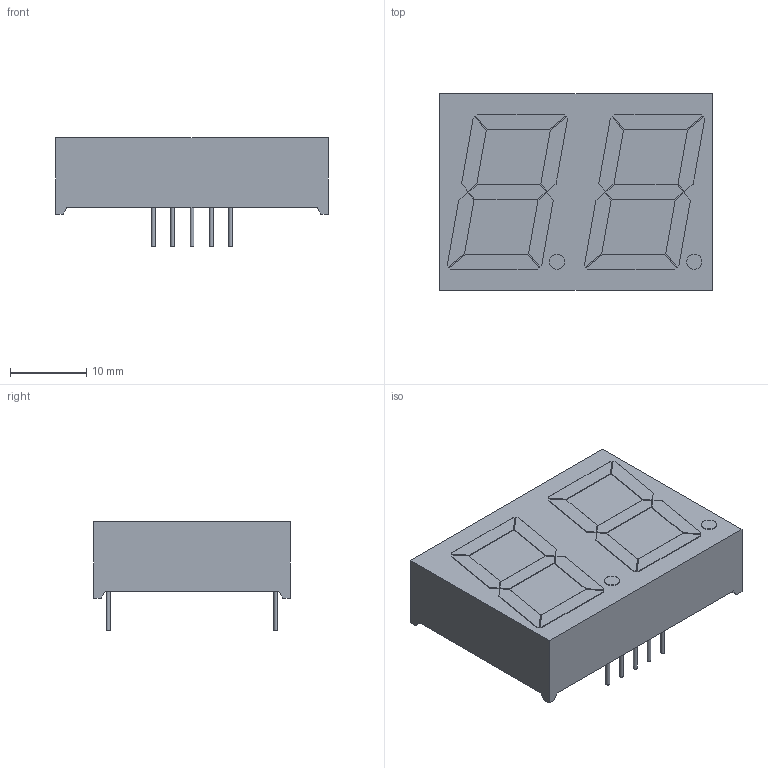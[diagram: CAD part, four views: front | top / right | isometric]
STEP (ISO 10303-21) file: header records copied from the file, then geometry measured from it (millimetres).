
FILE_DESCRIPTION(/* description */ (''),/* implementation_level */ '2;1');
FILE_NAME(/* name */ 'MCD-8021.step',/* time_stamp */ '2022-04-22T12:21:01+02:00',/* author */ (''),/* organization */ (''),/* preprocessor_version */ 'ST-DEVELOPER v18.1',/* originating_system */ 'Autodesk Translation Framework v10.13.0.1454',/* authorisation */ '');
FILE_SCHEMA (('AUTOMOTIVE_DESIGN { 1 0 10303 214 3 1 1 }'));
Length unit declared in the file: millimetre
Products named in the file (1): (Unsaved)
Bounding box: 35.8 x 25.8 x 14.4 mm (x, y, z)
Volume: 8483.8 mm3; surface area: 3618.4 mm2
Topology: 17 solids, 17 shells, 156 faces, 336 edges, 224 vertices
Faces by surface type: plane 144, cylinder 12
Full cylindrical faces by diameter (mm): 0.51 x10, 2 x2
Entity records: 4220 total; most frequent: CARTESIAN_POINT 717, DIRECTION 674, ORIENTED_EDGE 672, EDGE_CURVE 336, LINE 312, VECTOR 312, VERTEX_POINT 224, AXIS2_PLACEMENT_3D 181
